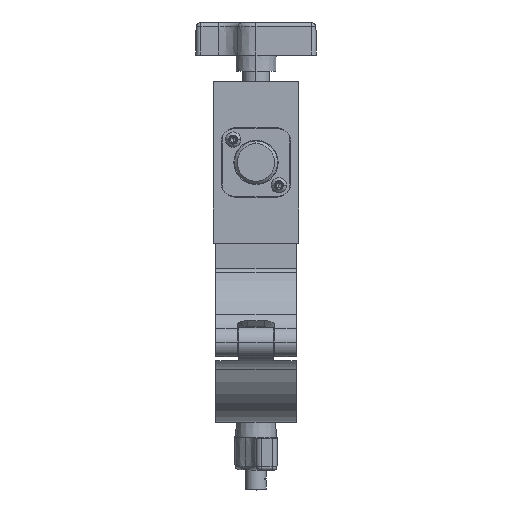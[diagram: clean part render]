
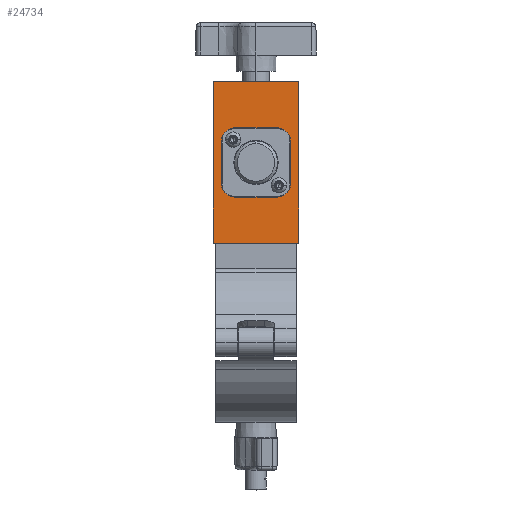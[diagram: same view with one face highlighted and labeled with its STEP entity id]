
A CAD part, front view. The second image highlights one B-rep face of the part: STEP entity #24734.
In plain terms, the highlighted planar face has unit normal (0, -1, 0).
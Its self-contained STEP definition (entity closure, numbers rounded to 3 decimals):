
#2 = EDGE_CURVE ( 'NONE', #3370, #21835, #270, .T. ) ;
#270 = LINE ( 'NONE', #3880, #1329 ) ;
#776 = DIRECTION ( 'NONE',  ( 1., 0., 0. ) ) ;
#790 = VERTEX_POINT ( 'NONE', #16988 ) ;
#909 = ORIENTED_EDGE ( 'NONE', *, *, #28019, .F. ) ;
#1061 = EDGE_CURVE ( 'NONE', #8466, #2825, #19729, .T. ) ;
#1239 = CIRCLE ( 'NONE', #9833, 5. ) ;
#1313 = ORIENTED_EDGE ( 'NONE', *, *, #15536, .F. ) ;
#1329 = VECTOR ( 'NONE', #26331, 1000. ) ;
#1556 = ORIENTED_EDGE ( 'NONE', *, *, #7098, .F. ) ;
#1740 = CARTESIAN_POINT ( 'NONE',  ( -12.875, -15.875, 7.875 ) ) ;
#1964 = DIRECTION ( 'NONE',  ( 0., 0., 1. ) ) ;
#2007 = LINE ( 'NONE', #15107, #25373 ) ;
#2485 = PLANE ( 'NONE',  #23349 ) ;
#2570 = CARTESIAN_POINT ( 'NONE',  ( -15.875, -15.875, 30. ) ) ;
#2738 = DIRECTION ( 'NONE',  ( 0., 0., -1. ) ) ;
#2825 = VERTEX_POINT ( 'NONE', #6797 ) ;
#3370 = VERTEX_POINT ( 'NONE', #28814 ) ;
#3716 = AXIS2_PLACEMENT_3D ( 'NONE', #19974, #24543, #1964 ) ;
#3872 = VECTOR ( 'NONE', #15427, 1000. ) ;
#3880 = CARTESIAN_POINT ( 'NONE',  ( 7.875, -15.875, 12.875 ) ) ;
#4621 = VECTOR ( 'NONE', #776, 1000. ) ;
#5216 = LINE ( 'NONE', #26745, #28601 ) ;
#5251 = EDGE_CURVE ( 'NONE', #24684, #20844, #14916, .T. ) ;
#5512 = CARTESIAN_POINT ( 'NONE',  ( -7.875, -15.875, -12.875 ) ) ;
#5536 = ORIENTED_EDGE ( 'NONE', *, *, #16665, .F. ) ;
#5641 = DIRECTION ( 'NONE',  ( 0., 0., -1. ) ) ;
#6797 = CARTESIAN_POINT ( 'NONE',  ( 12.875, -15.875, 7.875 ) ) ;
#7085 = VECTOR ( 'NONE', #2738, 1000. ) ;
#7098 = EDGE_CURVE ( 'NONE', #20844, #19957, #17661, .T. ) ;
#7767 = ORIENTED_EDGE ( 'NONE', *, *, #8854, .F. ) ;
#7872 = AXIS2_PLACEMENT_3D ( 'NONE', #14913, #26637, #20094 ) ;
#8419 = VERTEX_POINT ( 'NONE', #12899 ) ;
#8466 = VERTEX_POINT ( 'NONE', #13778 ) ;
#8497 = CARTESIAN_POINT ( 'NONE',  ( -7.875, -15.875, 12.875 ) ) ;
#8854 = EDGE_CURVE ( 'NONE', #19957, #12698, #9544, .T. ) ;
#8980 = ORIENTED_EDGE ( 'NONE', *, *, #17807, .F. ) ;
#9544 = LINE ( 'NONE', #19264, #4621 ) ;
#9715 = EDGE_LOOP ( 'NONE', ( #7767, #1556, #21314, #9905, #14055, #5536, #20453, #909 ) ) ;
#9833 = AXIS2_PLACEMENT_3D ( 'NONE', #13723, #20241, #15930 ) ;
#9905 = ORIENTED_EDGE ( 'NONE', *, *, #21811, .F. ) ;
#10073 = CARTESIAN_POINT ( 'NONE',  ( 12.875, -15.875, -7.875 ) ) ;
#11236 = LINE ( 'NONE', #25433, #22199 ) ;
#11241 = ORIENTED_EDGE ( 'NONE', *, *, #19832, .T. ) ;
#12698 = VERTEX_POINT ( 'NONE', #27349 ) ;
#12899 = CARTESIAN_POINT ( 'NONE',  ( -15.875, -15.875, -30. ) ) ;
#13441 = CARTESIAN_POINT ( 'NONE',  ( -12.875, -15.875, 7.875 ) ) ;
#13723 = CARTESIAN_POINT ( 'NONE',  ( 7.875, -15.875, 7.875 ) ) ;
#13778 = CARTESIAN_POINT ( 'NONE',  ( 12.875, -15.875, -7.875 ) ) ;
#14055 = ORIENTED_EDGE ( 'NONE', *, *, #2, .F. ) ;
#14084 = VECTOR ( 'NONE', #21693, 1000. ) ;
#14513 = AXIS2_PLACEMENT_3D ( 'NONE', #19125, #17067, #5641 ) ;
#14785 = VERTEX_POINT ( 'NONE', #26999 ) ;
#14909 = VERTEX_POINT ( 'NONE', #20817 ) ;
#14913 = CARTESIAN_POINT ( 'NONE',  ( 7.875, -15.875, -7.875 ) ) ;
#14916 = LINE ( 'NONE', #1740, #3872 ) ;
#15107 = CARTESIAN_POINT ( 'NONE',  ( -15.875, -15.875, -30. ) ) ;
#15427 = DIRECTION ( 'NONE',  ( 0., 0., -1. ) ) ;
#15536 = EDGE_CURVE ( 'NONE', #14785, #790, #11236, .T. ) ;
#15768 = CARTESIAN_POINT ( 'NONE',  ( -12.875, -15.875, -7.875 ) ) ;
#15930 = DIRECTION ( 'NONE',  ( 0., 0., -1. ) ) ;
#16292 = DIRECTION ( 'NONE',  ( 0., 1., 0. ) ) ;
#16456 = DIRECTION ( 'NONE',  ( 1., 0., 0. ) ) ;
#16665 = EDGE_CURVE ( 'NONE', #2825, #3370, #1239, .T. ) ;
#16988 = CARTESIAN_POINT ( 'NONE',  ( 15.875, -15.875, 30. ) ) ;
#17067 = DIRECTION ( 'NONE',  ( 0., -1., 0. ) ) ;
#17661 = CIRCLE ( 'NONE', #14513, 5. ) ;
#17807 = EDGE_CURVE ( 'NONE', #790, #14909, #24800, .T. ) ;
#18399 = CARTESIAN_POINT ( 'NONE',  ( 15.875, -15.875, 30. ) ) ;
#19125 = CARTESIAN_POINT ( 'NONE',  ( -7.875, -15.875, -7.875 ) ) ;
#19264 = CARTESIAN_POINT ( 'NONE',  ( -7.875, -15.875, -12.875 ) ) ;
#19375 = FACE_BOUND ( 'NONE', #9715, .T. ) ;
#19396 = ORIENTED_EDGE ( 'NONE', *, *, #24587, .T. ) ;
#19618 = DIRECTION ( 'NONE',  ( 1., 0., 0. ) ) ;
#19729 = LINE ( 'NONE', #10073, #14084 ) ;
#19832 = EDGE_CURVE ( 'NONE', #8419, #14909, #2007, .T. ) ;
#19957 = VERTEX_POINT ( 'NONE', #5512 ) ;
#19974 = CARTESIAN_POINT ( 'NONE',  ( -7.875, -15.875, 7.875 ) ) ;
#20094 = DIRECTION ( 'NONE',  ( 0., 0., -1. ) ) ;
#20241 = DIRECTION ( 'NONE',  ( 0., -1., 0. ) ) ;
#20453 = ORIENTED_EDGE ( 'NONE', *, *, #1061, .F. ) ;
#20789 = DIRECTION ( 'NONE',  ( 0., 0., 1. ) ) ;
#20817 = CARTESIAN_POINT ( 'NONE',  ( 15.875, -15.875, -30. ) ) ;
#20844 = VERTEX_POINT ( 'NONE', #15768 ) ;
#21314 = ORIENTED_EDGE ( 'NONE', *, *, #5251, .F. ) ;
#21693 = DIRECTION ( 'NONE',  ( 0., 0., 1. ) ) ;
#21811 = EDGE_CURVE ( 'NONE', #21835, #24684, #23433, .T. ) ;
#21835 = VERTEX_POINT ( 'NONE', #8497 ) ;
#22199 = VECTOR ( 'NONE', #16456, 1000. ) ;
#23252 = FACE_OUTER_BOUND ( 'NONE', #23901, .T. ) ;
#23349 = AXIS2_PLACEMENT_3D ( 'NONE', #2570, #16292, #20789 ) ;
#23433 = CIRCLE ( 'NONE', #3716, 5. ) ;
#23901 = EDGE_LOOP ( 'NONE', ( #11241, #8980, #1313, #19396 ) ) ;
#24543 = DIRECTION ( 'NONE',  ( 0., -1., 0. ) ) ;
#24587 = EDGE_CURVE ( 'NONE', #14785, #8419, #5216, .T. ) ;
#24684 = VERTEX_POINT ( 'NONE', #13441 ) ;
#24734 = ADVANCED_FACE ( 'NONE', ( #19375, #23252 ), #2485, .F. ) ;
#24800 = LINE ( 'NONE', #18399, #7085 ) ;
#25373 = VECTOR ( 'NONE', #19618, 1000. ) ;
#25433 = CARTESIAN_POINT ( 'NONE',  ( -15.875, -15.875, 30. ) ) ;
#26331 = DIRECTION ( 'NONE',  ( -1., 0., 0. ) ) ;
#26637 = DIRECTION ( 'NONE',  ( 0., -1., 0. ) ) ;
#26745 = CARTESIAN_POINT ( 'NONE',  ( -15.875, -15.875, 30. ) ) ;
#26863 = DIRECTION ( 'NONE',  ( 0., 0., -1. ) ) ;
#26999 = CARTESIAN_POINT ( 'NONE',  ( -15.875, -15.875, 30. ) ) ;
#27349 = CARTESIAN_POINT ( 'NONE',  ( 7.875, -15.875, -12.875 ) ) ;
#28019 = EDGE_CURVE ( 'NONE', #12698, #8466, #28797, .T. ) ;
#28601 = VECTOR ( 'NONE', #26863, 1000. ) ;
#28797 = CIRCLE ( 'NONE', #7872, 5. ) ;
#28814 = CARTESIAN_POINT ( 'NONE',  ( 7.875, -15.875, 12.875 ) ) ;
